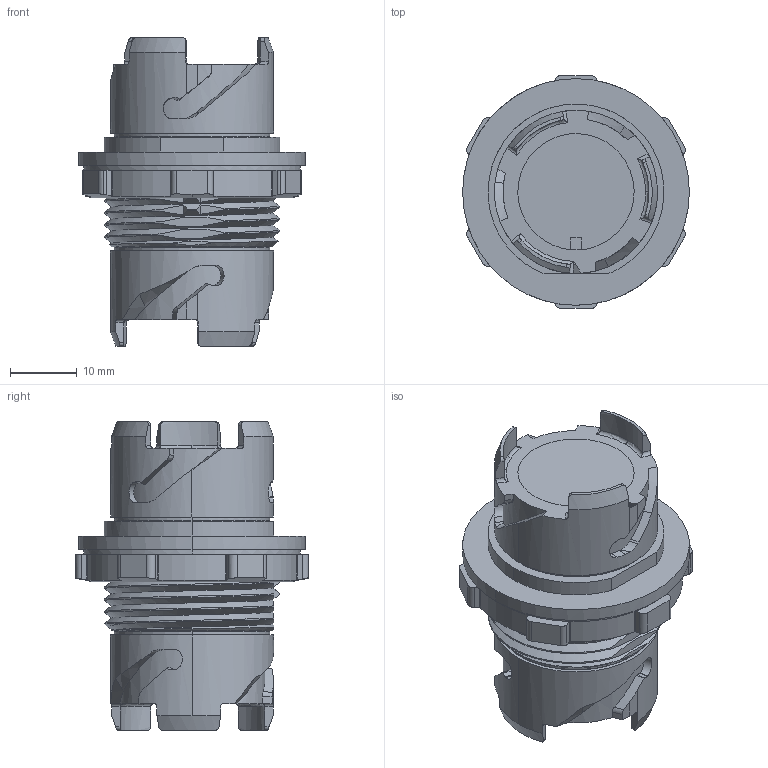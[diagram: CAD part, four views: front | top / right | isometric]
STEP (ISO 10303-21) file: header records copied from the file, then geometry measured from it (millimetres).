
FILE_DESCRIPTION (( 'STEP AP214' ), '1' );
FILE_NAME ('FOA-MPI-0_3D.step', '2024-02-16T15:05:07', ( '' ), ( '' ), 'SwSTEP 2.0', 'SolidWorks 2022', '' );
FILE_SCHEMA (( 'AUTOMOTIVE_DESIGN' ));
Length unit declared in the file: inch
Products named in the file (2): FOA-MPI-0_3D; P-ENM15-115 (IP-MPO-LAI779)revC - (Cust.ref.T3) (231025) IP-16 MPO IN-LINE ADAPTER.step^FOA-MPI-0
Assembly tree (1 placements, depth 2):
  FOA-MPI-0_3D
    P-ENM15-115 (IP-MPO-LAI779)revC - (Cust.ref.T3) (231025) IP-16 MPO IN-LINE ADAPTER.step^FOA-MPI-0
Bounding box: 34 x 34.92 x 46.26 mm (x, y, z)
Surface area: 10476.3 mm2 (no closed solid volume)
Topology: 0 solids, 4 shells, 782 faces, 2241 edges, 1455 vertices
Faces by surface type: plane 416, cylinder 215, bspline 87, cone 52, torus 12
Entity records: 40494 total; most frequent: CARTESIAN_POINT 18799, ORIENTED_EDGE 4420, EDGE_CURVE 2239, B_SPLINE_CURVE_WITH_KNOTS 2166, VERTEX_POINT 1454, DIRECTION 1425, EDGE_LOOP 795, FACE_OUTER_BOUND 778
